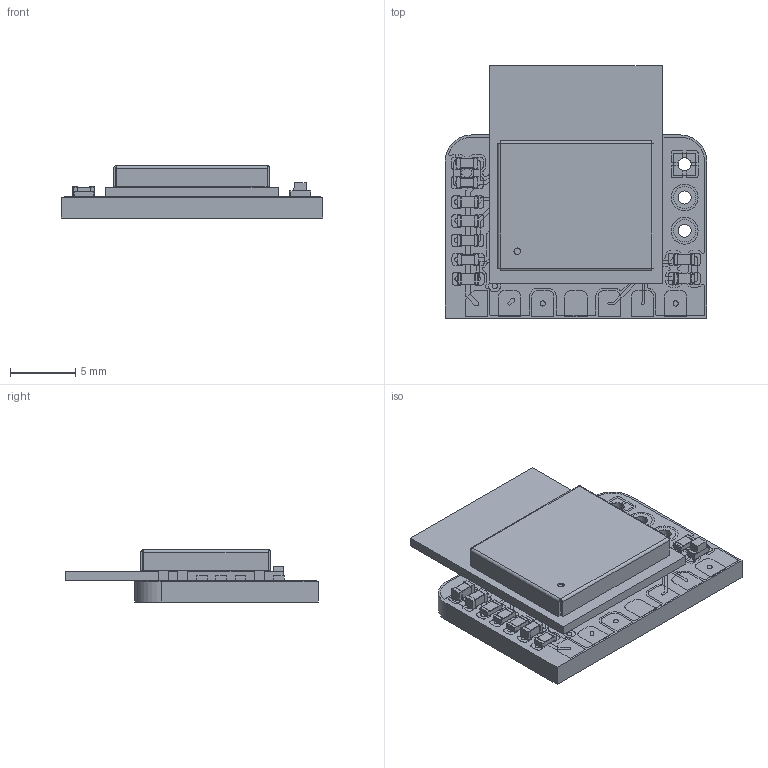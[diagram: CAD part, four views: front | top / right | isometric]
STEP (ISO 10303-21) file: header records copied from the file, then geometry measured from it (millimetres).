
FILE_DESCRIPTION(('FreeCAD Model'),'2;1');
FILE_NAME('Open CASCADE Shape Model','2026-01-23T10:50:58',(''),(''), 'Open CASCADE STEP processor 7.8','FreeCAD','Unknown');
FILE_SCHEMA(('AUTOMOTIVE_DESIGN { 1 0 10303 214 1 1 1 1 }'));
Length unit declared in the file: millimetre
Products named in the file (19): kicad-ESP32-CPU; Board_Geoms_7519; Pcb_7519; topPads_7519; topTracks_7519; topZones_7519; botPads_7519; botTracks_7519; botZones_7519; Step_Models_7519; Top_7519; R9_R_0603_1608Metric_ecb3ea1b611b; C2_C_0603_1608Metric_ae857d6d2bc5; U1_ESP32-C3-MINI-1_07b42e182932; PCB_ESP32-C3-MINI-1_V1(2)^PCB_ESP32-C3-MINI-1_V1; DesignRootModel^PCB_ESP32-C3-MINI-1_V1(2)_PCB_ESP32-C3-MINI-1_V1; uid__2428^DesignRootModel_PCB_ESP32-C3-MINI-1_V1(2)_PCB_
ESP32-C3-MINI-1_V1; ShieldBox_ESP32-C3-MINI-1_V1.0_20200901; D2_LED_0603_1608Metric_c2f896e40e82
Assembly tree (24 placements, depth 7):
  kicad-ESP32-CPU
    Board_Geoms_7519
      Pcb_7519
      topPads_7519
      topTracks_7519
      topZones_7519
      botPads_7519
      botTracks_7519
      botZones_7519
    Step_Models_7519
      Top_7519
        R9_R_0603_1608Metric_ecb3ea1b611b  x5
        C2_C_0603_1608Metric_ae857d6d2bc5  x3
        U1_ESP32-C3-MINI-1_07b42e182932
          PCB_ESP32-C3-MINI-1_V1(2)^PCB_ESP32-C3-MINI-1_V1
            DesignRootModel^PCB_ESP32-C3-MINI-1_V1(2)_PCB_ESP32-C3-MINI-1_V1
              uid__2428^DesignRootModel_PCB_ESP32-C3-MINI-1_V1(2)_PCB_
ESP32-C3-MINI-1_V1
          ShieldBox_ESP32-C3-MINI-1_V1.0_20200901
        D2_LED_0603_1608Metric_c2f896e40e82
Bounding box: 20 x 19.28 x 4.02 mm (x, y, z)
Volume: 634.5 mm3; surface area: 2025.3 mm2
Topology: 12 solids, 217 shells, 534 faces, 7189 edges, 6886 vertices
Faces by surface type: plane 423, cylinder 111
Full cylindrical faces by diameter (mm): 1 x3
Entity records: 61946 total; most frequent: CARTESIAN_POINT 13790, DIRECTION 8327, ORIENTED_EDGE 7207, EDGE_CURVE 6773, VERTEX_POINT 6619, LINE 6015, VECTOR 6015, AXIS2_PLACEMENT_3D 1156
